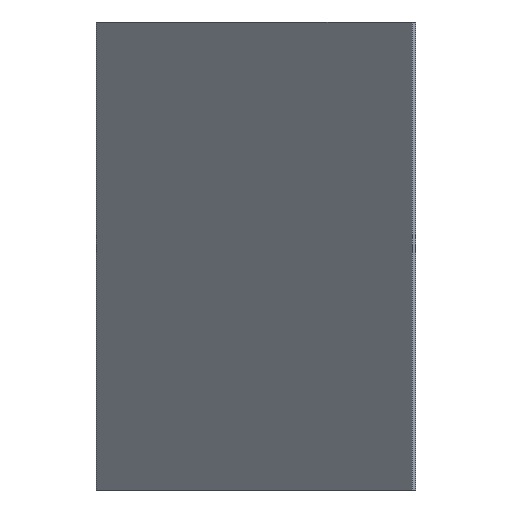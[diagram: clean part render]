
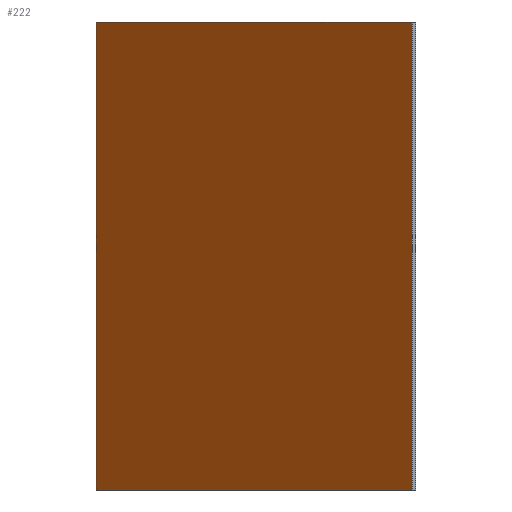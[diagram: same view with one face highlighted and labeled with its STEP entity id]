
A CAD part, left-side view. The second image highlights one B-rep face of the part: STEP entity #222.
In plain terms, the highlighted planar face has unit normal (-0.707, 0.707, 0).
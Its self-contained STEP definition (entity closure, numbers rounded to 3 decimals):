
#26=PLANE('',#267);
#40=FACE_OUTER_BOUND('',#58,.T.);
#58=EDGE_LOOP('',(#195,#196,#197,#198));
#69=LINE('',#375,#88);
#77=LINE('',#390,#96);
#78=LINE('',#392,#97);
#79=LINE('',#393,#98);
#88=VECTOR('',#314,10.);
#96=VECTOR('',#326,10.);
#97=VECTOR('',#329,10.);
#98=VECTOR('',#330,10.);
#119=VERTEX_POINT('',#372);
#120=VERTEX_POINT('',#374);
#124=VERTEX_POINT('',#386);
#125=VERTEX_POINT('',#388);
#142=EDGE_CURVE('',#119,#120,#69,.T.);
#150=EDGE_CURVE('',#124,#125,#77,.T.);
#151=EDGE_CURVE('',#119,#124,#78,.T.);
#152=EDGE_CURVE('',#120,#125,#79,.T.);
#195=ORIENTED_EDGE('',*,*,#151,.T.);
#196=ORIENTED_EDGE('',*,*,#150,.T.);
#197=ORIENTED_EDGE('',*,*,#152,.F.);
#198=ORIENTED_EDGE('',*,*,#142,.F.);
#222=ADVANCED_FACE('',(#40),#26,.T.);
#267=AXIS2_PLACEMENT_3D('',#391,#327,#328);
#314=DIRECTION('',(0.,0.,1.));
#326=DIRECTION('',(0.,0.,1.));
#327=DIRECTION('center_axis',(-0.707,0.707,0.));
#328=DIRECTION('ref_axis',(-0.707,-0.707,0.));
#329=DIRECTION('',(-0.707,-0.707,0.));
#330=DIRECTION('',(-0.707,-0.707,0.));
#372=CARTESIAN_POINT('',(13.5,-11.046,1.));
#374=CARTESIAN_POINT('',(13.5,-11.046,21.));
#375=CARTESIAN_POINT('',(13.5,-11.046,1.));
#386=CARTESIAN_POINT('',(0.,-24.546,1.));
#388=CARTESIAN_POINT('',(0.,-24.546,21.));
#390=CARTESIAN_POINT('',(0.,-24.546,1.));
#391=CARTESIAN_POINT('Origin',(13.5,-11.046,1.));
#392=CARTESIAN_POINT('',(13.5,-11.046,1.));
#393=CARTESIAN_POINT('',(13.5,-11.046,21.));
